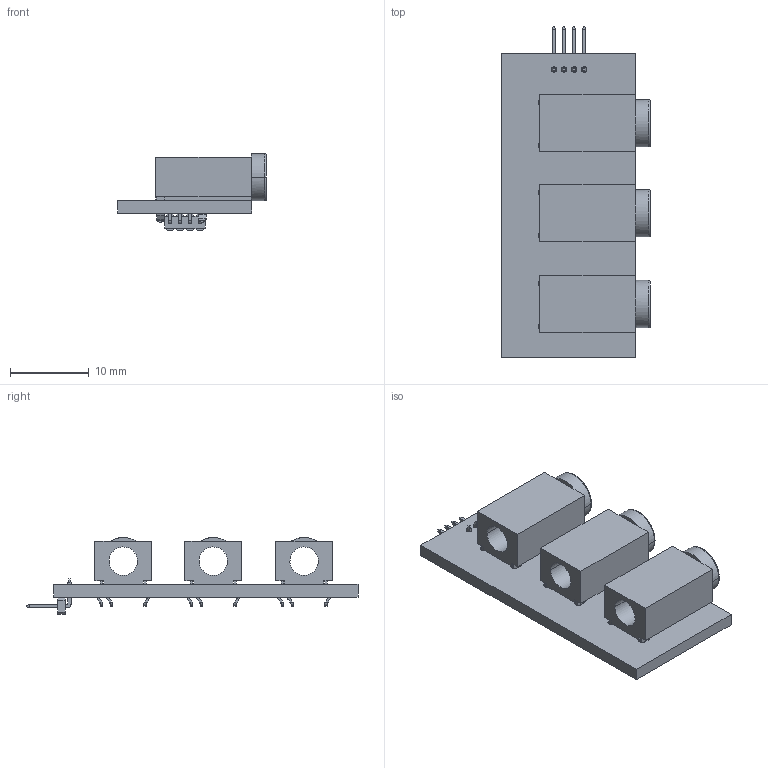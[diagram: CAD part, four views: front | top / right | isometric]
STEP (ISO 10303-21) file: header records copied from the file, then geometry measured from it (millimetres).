
FILE_DESCRIPTION(('KiCad electronic assembly'),'2;1');
FILE_NAME('OSM_env01.step','2022-08-30T10:20:47',('Pcbnew'),('Kicad'), 'Open CASCADE STEP processor 7.5','KiCad to STEP converter','Unknown' );
FILE_SCHEMA(('AUTOMOTIVE_DESIGN { 1 0 10303 214 1 1 1 1 }'));
Length unit declared in the file: millimetre
Products named in the file (6): OSM_env01 1; STX-3000_rD3_3pole_3.5mm_jack; SOLID; m50-3930442_asm; COMPOUND; OSM_env01 PCB
Assembly tree (7 placements, depth 3):
  OSM_env01 1
    STX-3000_rD3_3pole_3.5mm_jack  x3
      SOLID
    m50-3930442_asm
      COMPOUND
    OSM_env01 PCB
Bounding box: 18.82 x 42.04 x 9.75 mm (x, y, z)
Volume: 2151.1 mm3; surface area: 3395.2 mm2
Topology: 9 solids, 9 shells, 456 faces, 1209 edges, 778 vertices
Faces by surface type: bspline 404, cylinder 28, plane 24
Full cylindrical faces by diameter (mm): 0.7 x4, 0.991 x6
Entity records: 17577 total; most frequent: CARTESIAN_POINT 6373, B_SPLINE_CURVE_WITH_KNOTS 1599, ORIENTED_EDGE 1486, PCURVE 1486, DEFINITIONAL_REPRESENTATION 1486, EDGE_CURVE 743, SURFACE_CURVE 731, DIRECTION 626
